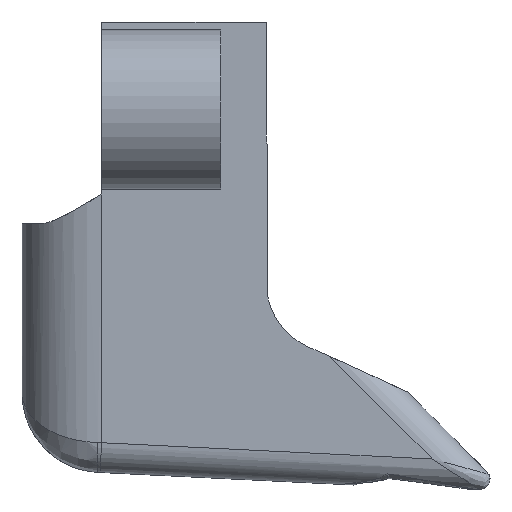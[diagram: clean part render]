
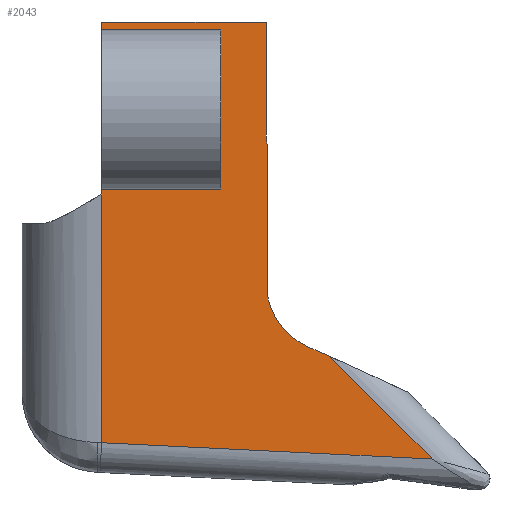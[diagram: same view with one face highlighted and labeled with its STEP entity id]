
A CAD part, left-side view. The second image highlights one B-rep face of the part: STEP entity #2043.
In plain terms, the highlighted planar face has unit normal (-1, 0, 0).
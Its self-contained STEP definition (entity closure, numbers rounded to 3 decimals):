
#88=CIRCLE('',#2074,3.5);
#129=CIRCLE('',#2165,3.5);
#165=CIRCLE('',#2224,240.97);
#192=PLANE('',#2230);
#311=FACE_OUTER_BOUND('',#435,.T.);
#435=EDGE_LOOP('',(#1852,#1853,#1854,#1855,#1856,#1857,#1858,#1859,#1860,
#1861,#1862,#1863,#1864,#1865,#1866,#1867));
#443=LINE('',#2761,#555);
#453=LINE('',#2809,#565);
#456=LINE('',#2816,#568);
#468=LINE('',#3469,#580);
#473=LINE('',#3480,#585);
#476=LINE('',#3498,#588);
#478=LINE('',#3502,#590);
#479=LINE('',#3521,#591);
#506=LINE('',#3683,#618);
#518=LINE('',#3902,#630);
#541=LINE('',#5472,#653);
#547=LINE('',#5599,#659);
#555=VECTOR('',#2241,10.);
#565=VECTOR('',#2259,10.);
#568=VECTOR('',#2264,10.);
#580=VECTOR('',#2304,10.);
#585=VECTOR('',#2315,10.);
#588=VECTOR('',#2336,10.);
#590=VECTOR('',#2338,10.);
#591=VECTOR('',#2347,10.);
#618=VECTOR('',#2424,10.);
#630=VECTOR('',#2484,10.);
#653=VECTOR('',#2665,10.);
#659=VECTOR('',#2683,10.);
#681=B_SPLINE_CURVE_WITH_KNOTS('',3,(#3505,#3506,#3507,#3508,#3509,#3510,
#3511,#3512,#3513,#3514,#3515,#3516,#3517,#3518),.UNSPECIFIED.,.F.,.F.,
(4,2,3,2,3,4),(-0.073,-0.051,0.,0.051,
0.071,0.073),.UNSPECIFIED.);
#764=VERTEX_POINT('',#2758);
#765=VERTEX_POINT('',#2760);
#778=VERTEX_POINT('',#2806);
#779=VERTEX_POINT('',#2808);
#782=VERTEX_POINT('',#2814);
#792=VERTEX_POINT('',#2922);
#795=VERTEX_POINT('',#2927);
#806=VERTEX_POINT('',#3478);
#811=VERTEX_POINT('',#3495);
#813=VERTEX_POINT('',#3499);
#814=VERTEX_POINT('',#3501);
#841=VERTEX_POINT('',#3682);
#852=VERTEX_POINT('',#3780);
#872=VERTEX_POINT('',#3900);
#909=VERTEX_POINT('',#4300);
#943=VERTEX_POINT('',#5459);
#954=EDGE_CURVE('',#765,#764,#443,.T.);
#969=EDGE_CURVE('',#779,#778,#453,.T.);
#973=EDGE_CURVE('',#764,#782,#456,.T.);
#991=EDGE_CURVE('',#795,#792,#88,.T.);
#1008=EDGE_CURVE('',#765,#795,#468,.T.);
#1014=EDGE_CURVE('',#782,#806,#473,.T.);
#1022=EDGE_CURVE('',#806,#811,#476,.T.);
#1024=EDGE_CURVE('',#814,#813,#478,.T.);
#1026=EDGE_CURVE('',#811,#814,#681,.T.);
#1028=EDGE_CURVE('',#813,#779,#479,.T.);
#1072=EDGE_CURVE('',#841,#792,#506,.T.);
#1114=EDGE_CURVE('',#872,#852,#518,.T.);
#1162=EDGE_CURVE('',#841,#909,#129,.T.);
#1244=EDGE_CURVE('',#943,#872,#541,.T.);
#1245=EDGE_CURVE('',#943,#909,#165,.T.);
#1252=EDGE_CURVE('',#852,#778,#547,.T.);
#1852=ORIENTED_EDGE('',*,*,#1252,.F.);
#1853=ORIENTED_EDGE('',*,*,#1114,.F.);
#1854=ORIENTED_EDGE('',*,*,#1244,.F.);
#1855=ORIENTED_EDGE('',*,*,#1245,.T.);
#1856=ORIENTED_EDGE('',*,*,#1162,.F.);
#1857=ORIENTED_EDGE('',*,*,#1072,.T.);
#1858=ORIENTED_EDGE('',*,*,#991,.F.);
#1859=ORIENTED_EDGE('',*,*,#1008,.F.);
#1860=ORIENTED_EDGE('',*,*,#954,.T.);
#1861=ORIENTED_EDGE('',*,*,#973,.T.);
#1862=ORIENTED_EDGE('',*,*,#1014,.T.);
#1863=ORIENTED_EDGE('',*,*,#1022,.T.);
#1864=ORIENTED_EDGE('',*,*,#1026,.T.);
#1865=ORIENTED_EDGE('',*,*,#1024,.T.);
#1866=ORIENTED_EDGE('',*,*,#1028,.T.);
#1867=ORIENTED_EDGE('',*,*,#969,.T.);
#2043=ADVANCED_FACE('',(#311),#192,.T.);
#2074=AXIS2_PLACEMENT_3D('',#2929,#2288,#2289);
#2165=AXIS2_PLACEMENT_3D('',#4301,#2539,#2540);
#2224=AXIS2_PLACEMENT_3D('',#5474,#2668,#2669);
#2230=AXIS2_PLACEMENT_3D('',#5602,#2687,#2688);
#2241=DIRECTION('',(0.,1.,0.));
#2259=DIRECTION('',(0.,0.,-1.));
#2264=DIRECTION('',(0.,0.,-1.));
#2288=DIRECTION('center_axis',(-1.,0.,0.));
#2289=DIRECTION('ref_axis',(0.,0.838,-0.546));
#2304=DIRECTION('',(0.,0.,-1.));
#2315=DIRECTION('',(0.,-1.,0.));
#2336=DIRECTION('',(0.,0.,-1.));
#2338=DIRECTION('',(0.,0.,-1.));
#2347=DIRECTION('',(0.,1.,0.));
#2424=DIRECTION('',(0.,0.,1.));
#2484=DIRECTION('',(0.,0.999,0.049));
#2539=DIRECTION('center_axis',(-1.,0.,0.));
#2540=DIRECTION('ref_axis',(0.,0.838,-0.546));
#2665=DIRECTION('',(0.,-0.707,-0.707));
#2668=DIRECTION('center_axis',(-1.,0.,0.));
#2669=DIRECTION('ref_axis',(0.,-0.425,0.905));
#2683=DIRECTION('',(0.,0.,1.));
#2687=DIRECTION('center_axis',(-1.,0.,0.));
#2688=DIRECTION('ref_axis',(0.,1.,0.));
#2758=CARTESIAN_POINT('',(-11.1,66.763,53.583));
#2760=CARTESIAN_POINT('',(-11.1,58.484,53.583));
#2761=CARTESIAN_POINT('',(-11.1,64.693,53.583));
#2806=CARTESIAN_POINT('',(-11.1,66.763,44.94));
#2808=CARTESIAN_POINT('',(-11.1,66.763,45.187));
#2809=CARTESIAN_POINT('',(-11.1,66.763,53.35));
#2814=CARTESIAN_POINT('',(-11.1,66.763,53.187));
#2816=CARTESIAN_POINT('',(-11.1,66.763,59.663));
#2922=CARTESIAN_POINT('',(-11.1,58.414,47.272));
#2927=CARTESIAN_POINT('',(-11.1,58.484,47.968));
#2929=CARTESIAN_POINT('Origin',(-11.1,54.984,47.968));
#3469=CARTESIAN_POINT('',(-11.1,58.484,48.683));
#3478=CARTESIAN_POINT('',(-11.1,60.763,53.187));
#3480=CARTESIAN_POINT('',(-11.1,66.763,53.187));
#3495=CARTESIAN_POINT('',(-11.1,60.763,49.968));
#3498=CARTESIAN_POINT('',(-11.1,60.763,48.435));
#3499=CARTESIAN_POINT('',(-11.1,60.763,45.187));
#3501=CARTESIAN_POINT('',(-11.1,60.763,48.406));
#3502=CARTESIAN_POINT('',(-11.1,60.763,45.354));
#3505=CARTESIAN_POINT('Ctrl Pts',(-11.1,60.763,49.968));
#3506=CARTESIAN_POINT('Ctrl Pts',(-11.1,60.763,49.894));
#3507=CARTESIAN_POINT('Ctrl Pts',(-11.1,60.766,49.805));
#3508=CARTESIAN_POINT('Ctrl Pts',(-11.1,60.775,49.561));
#3509=CARTESIAN_POINT('Ctrl Pts',(-11.1,60.784,49.357));
#3510=CARTESIAN_POINT('Ctrl Pts',(-11.1,60.784,49.187));
#3511=CARTESIAN_POINT('Ctrl Pts',(-11.1,60.784,49.017));
#3512=CARTESIAN_POINT('Ctrl Pts',(-11.1,60.775,48.813));
#3513=CARTESIAN_POINT('Ctrl Pts',(-11.1,60.766,48.578));
#3514=CARTESIAN_POINT('Ctrl Pts',(-11.1,60.764,48.501));
#3515=CARTESIAN_POINT('Ctrl Pts',(-11.1,60.763,48.433));
#3516=CARTESIAN_POINT('Ctrl Pts',(-11.1,60.763,48.424));
#3517=CARTESIAN_POINT('Ctrl Pts',(-11.1,60.763,48.415));
#3518=CARTESIAN_POINT('Ctrl Pts',(-11.1,60.763,48.406));
#3521=CARTESIAN_POINT('',(-11.1,66.763,45.187));
#3682=CARTESIAN_POINT('',(-11.1,58.414,39.772));
#3683=CARTESIAN_POINT('',(-11.1,58.414,38.772));
#3780=CARTESIAN_POINT('',(-11.1,66.763,32.44));
#3900=CARTESIAN_POINT('',(-11.1,50.151,31.621));
#3902=CARTESIAN_POINT('',(-11.1,88.348,33.504));
#4300=CARTESIAN_POINT('',(-11.1,56.398,37.267));
#4301=CARTESIAN_POINT('Origin',(-11.1,54.984,40.468));
#5459=CARTESIAN_POINT('',(-11.1,55.316,36.785));
#5472=CARTESIAN_POINT('',(-11.1,74.067,55.537));
#5474=CARTESIAN_POINT('Origin',(-11.1,153.75,-183.163));
#5599=CARTESIAN_POINT('',(-11.1,66.763,39.938));
#5602=CARTESIAN_POINT('Origin',(-11.1,66.763,37.438));
